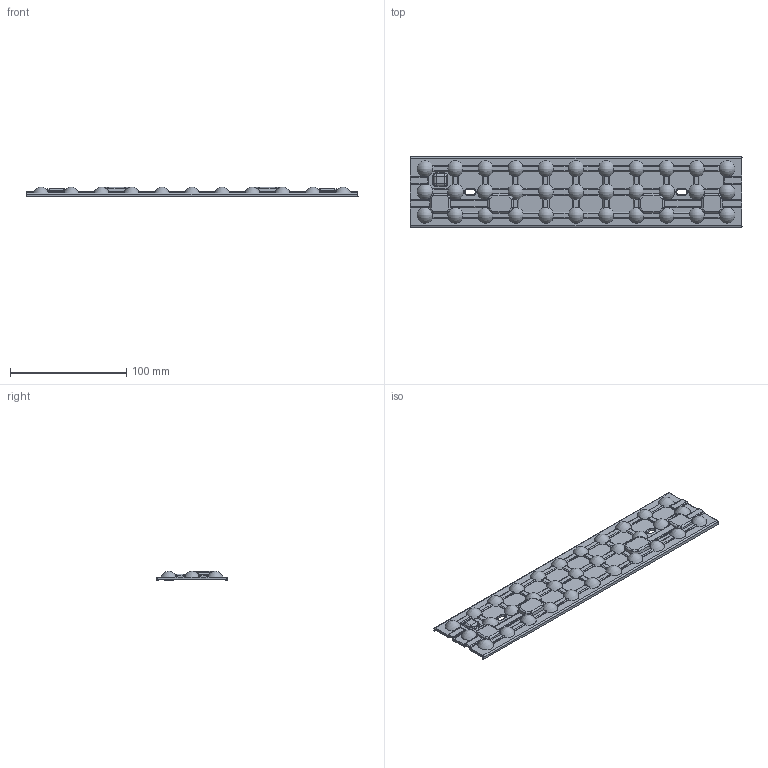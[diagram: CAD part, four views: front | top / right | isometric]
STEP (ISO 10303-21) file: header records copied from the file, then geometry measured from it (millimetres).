
FILE_DESCRIPTION (( 'STEP AP214' ), '1' );
FILE_NAME ('12969_Rev-1_WB_Tri_SymFlange_Customer.STEP', '2015-10-08T07:40:07', ( '' ), ( '' ), 'SwSTEP 2.0', 'SolidWorks 2014', '' );
FILE_SCHEMA (( 'AUTOMOTIVE_DESIGN' ));
Products named in the file (1): 12969_Rev-1_WB_Tri_SymFlange_Customer
Bounding box: 286 x 61 x 8.6 mm (x, y, z)
Volume: 45669.7 mm3; surface area: 42660.1 mm2
Topology: 1 solids, 1 shells, 2282 faces, 6221 edges, 3948 vertices
Faces by surface type: plane 1077, bspline 588, cylinder 495, sphere 80, cone 30, torus 12
Entity records: 108054 total; most frequent: CARTESIAN_POINT 60118, ORIENTED_EDGE 12302, DIRECTION 6504, EDGE_CURVE 6151, VERTEX_POINT 3948, B_SPLINE_CURVE_WITH_KNOTS 3294, EDGE_LOOP 2363, AXIS2_PLACEMENT_3D 2332
